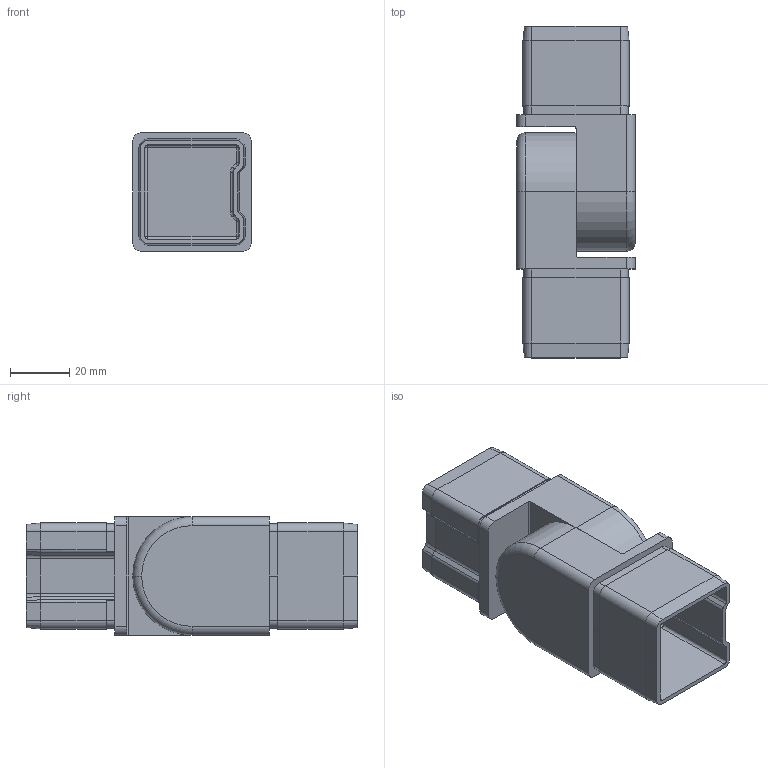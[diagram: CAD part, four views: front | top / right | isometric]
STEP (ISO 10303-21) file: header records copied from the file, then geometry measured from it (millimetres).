
FILE_DESCRIPTION (( 'STEP AP203' ), '1' );
FILE_NAME ('10114040.step', '2020-03-09T08:30:43', ( '' ), ( '' ), 'SwSTEP 2.0', 'SolidWorks 2015', '' );
FILE_SCHEMA (( 'CONFIG_CONTROL_DESIGN' ));
Length unit declared in the file: millimetre
Products named in the file (8): 1011X0X0 Konfig Teil2; 1011X0X0 Konfig Teil1_10114040 Teil1; 1011X0X0 Konfig Teil2_10114040 Teil2; 10114040; DIN 912 M8x20; 1011X0X0 Konfig Teil1; DIN 912 M8x20_DIN 912 M8x20
Assembly tree (4 placements, depth 2):
  1011X0X0 Konfig Teil2
  10114040
    DIN 912 M8x20
  10114040
    1011X0X0 Konfig Teil1_10114040 Teil1
    1011X0X0 Konfig Teil2_10114040 Teil2
    DIN 912 M8x20_DIN 912 M8x20
  1011X0X0 Konfig Teil1
Bounding box: 40 x 112 x 40 mm (x, y, z)
Volume: 69561 mm3; surface area: 38197.7 mm2
Topology: 3 solids, 3 shells, 445 faces, 1101 edges, 689 vertices
Faces by surface type: plane 242, cylinder 75, bspline 75, cone 24, torus 21, sphere 8
Full cylindrical faces by diameter (mm): 6.8 x1, 7.19 x1, 8.5 x1, 13 x1, 13.5 x1
Entity records: 18188 total; most frequent: CARTESIAN_POINT 7480, ORIENTED_EDGE 2120, DIRECTION 1873, EDGE_CURVE 1060, VECTOR 695, LINE 695, VERTEX_POINT 677, AXIS2_PLACEMENT_3D 589
